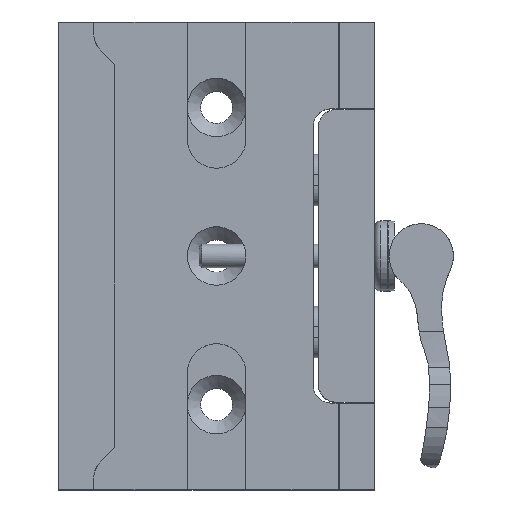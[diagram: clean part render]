
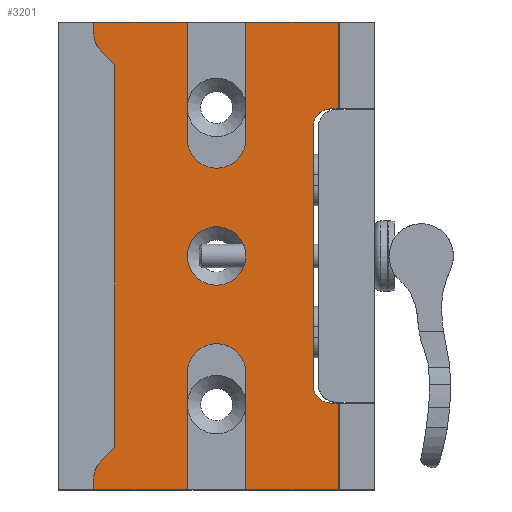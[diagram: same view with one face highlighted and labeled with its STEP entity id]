
A CAD part, top view. The second image highlights one B-rep face of the part: STEP entity #3201.
In plain terms, the highlighted planar face has unit normal (0, 0, 1).
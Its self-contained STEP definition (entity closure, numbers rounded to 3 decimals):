
#85=PLANE('',#3520);
#122=FACE_BOUND('',#512,.T.);
#330=FACE_OUTER_BOUND('',#511,.T.);
#511=EDGE_LOOP('',(#2634,#2635,#2636,#2637,#2638,#2639,#2640,#2641,#2642,
#2643,#2644,#2645,#2646,#2647,#2648,#2649,#2650,#2651,#2652,#2653,#2654,
#2655));
#512=EDGE_LOOP('',(#2656));
#669=LINE('',#5632,#897);
#694=LINE('',#5709,#922);
#698=LINE('',#5717,#926);
#704=LINE('',#5732,#932);
#711=LINE('',#5747,#939);
#715=LINE('',#5772,#943);
#725=LINE('',#5830,#953);
#736=LINE('',#5861,#964);
#737=LINE('',#5865,#965);
#738=LINE('',#5867,#966);
#739=LINE('',#5870,#967);
#740=LINE('',#5872,#968);
#741=LINE('',#5877,#969);
#742=LINE('',#5878,#970);
#743=LINE('',#5880,#971);
#744=LINE('',#5883,#972);
#897=VECTOR('',#4116,1000.);
#922=VECTOR('',#4177,1000.);
#926=VECTOR('',#4181,1000.);
#932=VECTOR('',#4191,1000.);
#939=VECTOR('',#4200,1000.);
#943=VECTOR('',#4206,1000.);
#953=VECTOR('',#4250,1000.);
#964=VECTOR('',#4281,1000.);
#965=VECTOR('',#4286,1000.);
#966=VECTOR('',#4287,1000.);
#967=VECTOR('',#4290,1000.);
#968=VECTOR('',#4291,1000.);
#969=VECTOR('',#4296,1000.);
#970=VECTOR('',#4297,1000.);
#971=VECTOR('',#4298,1000.);
#972=VECTOR('',#4301,1000.);
#1100=CIRCLE('',#3468,5.);
#1131=CIRCLE('',#3521,4.);
#1132=CIRCLE('',#3522,4.);
#1133=CIRCLE('',#3523,5.);
#1134=CIRCLE('',#3524,3.);
#1135=CIRCLE('',#3525,3.);
#1136=CIRCLE('',#3526,5.);
#1343=VERTEX_POINT('',#5618);
#1348=VERTEX_POINT('',#5629);
#1349=VERTEX_POINT('',#5631);
#1382=VERTEX_POINT('',#5706);
#1383=VERTEX_POINT('',#5708);
#1386=VERTEX_POINT('',#5714);
#1387=VERTEX_POINT('',#5716);
#1393=VERTEX_POINT('',#5730);
#1394=VERTEX_POINT('',#5731);
#1400=VERTEX_POINT('',#5744);
#1401=VERTEX_POINT('',#5746);
#1404=VERTEX_POINT('',#5754);
#1405=VERTEX_POINT('',#5771);
#1420=VERTEX_POINT('',#5828);
#1430=VERTEX_POINT('',#5860);
#1431=VERTEX_POINT('',#5863);
#1432=VERTEX_POINT('',#5866);
#1433=VERTEX_POINT('',#5868);
#1434=VERTEX_POINT('',#5871);
#1435=VERTEX_POINT('',#5874);
#1436=VERTEX_POINT('',#5876);
#1437=VERTEX_POINT('',#5879);
#1438=VERTEX_POINT('',#5881);
#1747=EDGE_CURVE('',#1343,#1343,#1100,.T.);
#1753=EDGE_CURVE('',#1348,#1349,#669,.T.);
#1790=EDGE_CURVE('',#1383,#1382,#694,.T.);
#1794=EDGE_CURVE('',#1387,#1386,#698,.T.);
#1801=EDGE_CURVE('',#1393,#1394,#704,.T.);
#1809=EDGE_CURVE('',#1400,#1401,#711,.T.);
#1814=EDGE_CURVE('',#1405,#1404,#715,.T.);
#1836=EDGE_CURVE('',#1400,#1420,#725,.F.);
#1852=EDGE_CURVE('',#1382,#1430,#736,.T.);
#1853=EDGE_CURVE('',#1430,#1405,#1131,.T.);
#1854=EDGE_CURVE('',#1404,#1431,#1132,.T.);
#1855=EDGE_CURVE('',#1431,#1394,#737,.T.);
#1856=EDGE_CURVE('',#1432,#1393,#738,.T.);
#1857=EDGE_CURVE('',#1433,#1432,#1133,.T.);
#1858=EDGE_CURVE('',#1401,#1433,#739,.T.);
#1859=EDGE_CURVE('',#1434,#1420,#740,.T.);
#1860=EDGE_CURVE('',#1349,#1434,#1134,.T.);
#1861=EDGE_CURVE('',#1435,#1348,#1135,.T.);
#1862=EDGE_CURVE('',#1436,#1435,#741,.T.);
#1863=EDGE_CURVE('',#1436,#1387,#742,.F.);
#1864=EDGE_CURVE('',#1437,#1386,#743,.T.);
#1865=EDGE_CURVE('',#1438,#1437,#1136,.T.);
#1866=EDGE_CURVE('',#1383,#1438,#744,.T.);
#2634=ORIENTED_EDGE('',*,*,#1790,.T.);
#2635=ORIENTED_EDGE('',*,*,#1852,.T.);
#2636=ORIENTED_EDGE('',*,*,#1853,.T.);
#2637=ORIENTED_EDGE('',*,*,#1814,.T.);
#2638=ORIENTED_EDGE('',*,*,#1854,.T.);
#2639=ORIENTED_EDGE('',*,*,#1855,.T.);
#2640=ORIENTED_EDGE('',*,*,#1801,.F.);
#2641=ORIENTED_EDGE('',*,*,#1856,.F.);
#2642=ORIENTED_EDGE('',*,*,#1857,.F.);
#2643=ORIENTED_EDGE('',*,*,#1858,.F.);
#2644=ORIENTED_EDGE('',*,*,#1809,.F.);
#2645=ORIENTED_EDGE('',*,*,#1836,.T.);
#2646=ORIENTED_EDGE('',*,*,#1859,.F.);
#2647=ORIENTED_EDGE('',*,*,#1860,.F.);
#2648=ORIENTED_EDGE('',*,*,#1753,.F.);
#2649=ORIENTED_EDGE('',*,*,#1861,.F.);
#2650=ORIENTED_EDGE('',*,*,#1862,.F.);
#2651=ORIENTED_EDGE('',*,*,#1863,.T.);
#2652=ORIENTED_EDGE('',*,*,#1794,.T.);
#2653=ORIENTED_EDGE('',*,*,#1864,.F.);
#2654=ORIENTED_EDGE('',*,*,#1865,.F.);
#2655=ORIENTED_EDGE('',*,*,#1866,.F.);
#2656=ORIENTED_EDGE('',*,*,#1747,.T.);
#3201=ADVANCED_FACE('',(#330,#122),#85,.T.);
#3468=AXIS2_PLACEMENT_3D('',#5619,#4105,#4106);
#3520=AXIS2_PLACEMENT_3D('',#5859,#4279,#4280);
#3521=AXIS2_PLACEMENT_3D('',#5862,#4282,#4283);
#3522=AXIS2_PLACEMENT_3D('',#5864,#4284,#4285);
#3523=AXIS2_PLACEMENT_3D('',#5869,#4288,#4289);
#3524=AXIS2_PLACEMENT_3D('',#5873,#4292,#4293);
#3525=AXIS2_PLACEMENT_3D('',#5875,#4294,#4295);
#3526=AXIS2_PLACEMENT_3D('',#5882,#4299,#4300);
#4105=DIRECTION('center_axis',(0.,0.,
-1.));
#4106=DIRECTION('ref_axis',(0.,-1.,0.));
#4116=DIRECTION('',(0.,-1.,0.));
#4177=DIRECTION('',(-1.,0.,0.));
#4181=DIRECTION('',(-1.,0.,0.));
#4191=DIRECTION('',(-1.,0.,0.));
#4200=DIRECTION('',(-1.,0.,0.));
#4206=DIRECTION('',(0.,-1.,0.));
#4250=DIRECTION('',(0.,-1.,0.));
#4279=DIRECTION('center_axis',(0.,0.,
1.));
#4280=DIRECTION('ref_axis',(1.,0.,0.));
#4281=DIRECTION('',(0.,-1.,0.));
#4282=DIRECTION('center_axis',(0.,0.,
1.));
#4283=DIRECTION('ref_axis',(0.,1.,0.));
#4284=DIRECTION('center_axis',(0.,0.,
1.));
#4285=DIRECTION('ref_axis',(0.,1.,0.));
#4286=DIRECTION('',(0.,-1.,0.));
#4287=DIRECTION('',(0.,-1.,0.));
#4288=DIRECTION('center_axis',(0.,0.,
1.));
#4289=DIRECTION('ref_axis',(1.,0.,0.));
#4290=DIRECTION('',(0.,1.,0.));
#4291=DIRECTION('',(1.,0.,0.));
#4292=DIRECTION('center_axis',(0.,0.,
1.));
#4293=DIRECTION('ref_axis',(1.,0.,0.));
#4294=DIRECTION('center_axis',(0.,0.,
1.));
#4295=DIRECTION('ref_axis',(1.,0.,0.));
#4296=DIRECTION('',(-1.,0.,0.));
#4297=DIRECTION('',(0.,-1.,0.));
#4298=DIRECTION('',(0.,1.,0.));
#4299=DIRECTION('center_axis',(0.,0.,
1.));
#4300=DIRECTION('ref_axis',(-1.,0.,0.));
#4301=DIRECTION('',(0.,-1.,0.));
#5618=CARTESIAN_POINT('',(0.,70.,0.));
#5619=CARTESIAN_POINT('Origin',(0.,65.,0.));
#5629=CARTESIAN_POINT('',(16.5,87.15,0.));
#5631=CARTESIAN_POINT('',(16.5,42.85,0.));
#5632=CARTESIAN_POINT('',(16.5,105.,0.));
#5706=CARTESIAN_POINT('',(-21.,105.,0.));
#5708=CARTESIAN_POINT('',(-5.,105.,0.));
#5709=CARTESIAN_POINT('',(21.,105.,0.));
#5714=CARTESIAN_POINT('',(5.,105.,0.));
#5716=CARTESIAN_POINT('',(20.8,105.,0.));
#5717=CARTESIAN_POINT('',(21.,105.,0.));
#5730=CARTESIAN_POINT('',(-5.,25.,0.));
#5731=CARTESIAN_POINT('',(-21.,25.,0.));
#5732=CARTESIAN_POINT('',(21.,25.,0.));
#5744=CARTESIAN_POINT('',(20.8,25.,0.));
#5746=CARTESIAN_POINT('',(5.,25.,0.));
#5747=CARTESIAN_POINT('',(21.,25.,0.));
#5754=CARTESIAN_POINT('',(-20.517,28.905,0.));
#5771=CARTESIAN_POINT('',(-20.517,101.095,0.));
#5772=CARTESIAN_POINT('',(-20.517,25.,0.));
#5828=CARTESIAN_POINT('',(20.8,39.85,0.));
#5830=CARTESIAN_POINT('',(20.8,105.,0.));
#5859=CARTESIAN_POINT('Origin',(21.,105.,0.));
#5860=CARTESIAN_POINT('',(-21.,103.,0.));
#5861=CARTESIAN_POINT('',(-21.,103.,0.));
#5862=CARTESIAN_POINT('Origin',(-17.,103.,0.));
#5863=CARTESIAN_POINT('',(-21.,27.,0.));
#5864=CARTESIAN_POINT('Origin',(-17.,27.,0.));
#5865=CARTESIAN_POINT('',(-21.,27.,0.));
#5866=CARTESIAN_POINT('',(-5.,45.,0.));
#5867=CARTESIAN_POINT('',(-5.,45.,0.));
#5868=CARTESIAN_POINT('',(5.,45.,0.));
#5869=CARTESIAN_POINT('Origin',(0.,45.,0.));
#5870=CARTESIAN_POINT('',(5.,15.,0.));
#5871=CARTESIAN_POINT('',(19.5,39.85,0.));
#5872=CARTESIAN_POINT('',(21.,39.85,0.));
#5873=CARTESIAN_POINT('Origin',(19.5,42.85,0.));
#5874=CARTESIAN_POINT('',(19.5,90.15,0.));
#5875=CARTESIAN_POINT('Origin',(19.5,87.15,0.));
#5876=CARTESIAN_POINT('',(20.8,90.15,0.));
#5877=CARTESIAN_POINT('',(21.,90.15,0.));
#5878=CARTESIAN_POINT('',(20.8,105.,0.));
#5879=CARTESIAN_POINT('',(5.,85.,0.));
#5880=CARTESIAN_POINT('',(5.,85.,0.));
#5881=CARTESIAN_POINT('',(-5.,85.,0.));
#5882=CARTESIAN_POINT('Origin',(0.,85.,0.));
#5883=CARTESIAN_POINT('',(-5.,85.,0.));
